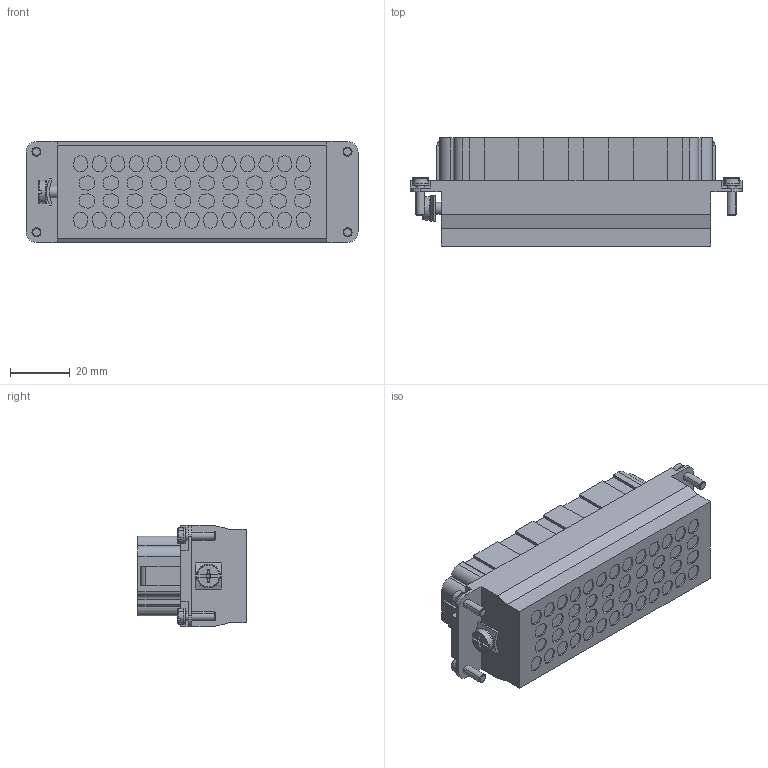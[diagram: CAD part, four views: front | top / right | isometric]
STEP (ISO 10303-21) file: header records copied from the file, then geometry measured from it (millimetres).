
FILE_DESCRIPTION(/* description */ (''),/* implementation_level */ '2;1');
FILE_NAME(/* name */ 'C146_10B046_500_10.stp',/* time_stamp */ '2016-04-07T13:56:02+02:00',/* author */ (''),/* organization */ (''),/* preprocessor_version */ 'ST-DEVELOPER v15',/* originating_system */ 'SIEMENS PLM Software NX 9.0',/* authorisation */ '');
FILE_SCHEMA (('CONFIG_CONTROL_DESIGN'));
Length unit declared in the file: millimetre
Products named in the file (1): c146 10b046 500 10nxm001-04
Bounding box: 111 x 36.2 x 33.8 mm (x, y, z)
Volume: 95099.8 mm3; surface area: 21336.8 mm2
Topology: 1 solids, 1 shells, 731 faces, 1747 edges, 1127 vertices
Faces by surface type: plane 377, cylinder 244, cone 92, torus 16, bspline 2
Full cylindrical faces by diameter (mm): 2.8 x46, 4 x2, 5 x46, 8 x1
Entity records: 21117 total; most frequent: CARTESIAN_POINT 4533, DIRECTION 3437, ORIENTED_EDGE 3206, EDGE_CURVE 1603, AXIS2_PLACEMENT_3D 1285, VERTEX_POINT 1126, EDGE_LOOP 983, LINE 867
